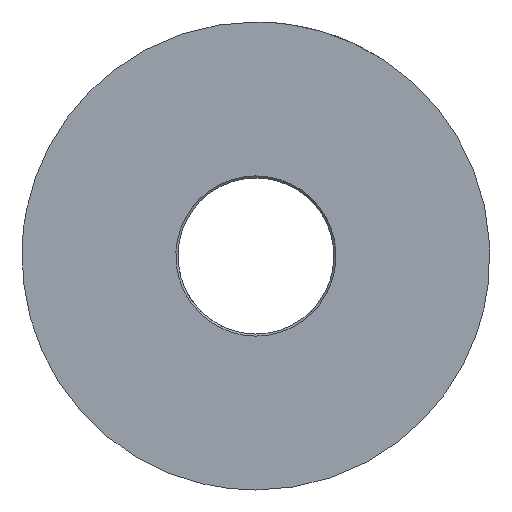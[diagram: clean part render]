
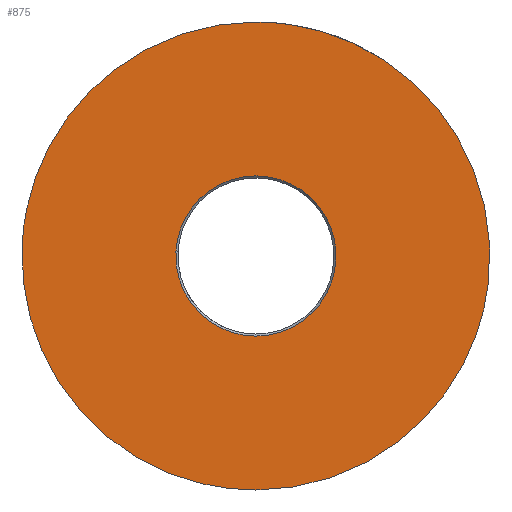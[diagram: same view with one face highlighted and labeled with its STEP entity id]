
A CAD part, front view. The second image highlights one B-rep face of the part: STEP entity #875.
In plain terms, the highlighted free-form (B-spline) face has degree [1, 1] with [2, 2] control points.
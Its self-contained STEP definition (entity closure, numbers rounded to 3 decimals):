
#70=CARTESIAN_POINT('',(-2.082,0.,-1.502));
#71=VERTEX_POINT('',#70);
#72=CARTESIAN_POINT('',(0.0,0.0,-2.567));
#73=VERTEX_POINT('',#72);
#74=CARTESIAN_POINT('',(-2.082,0.,-1.502));
#75=CARTESIAN_POINT('',(-1.313,0.0,-2.567));
#76=CARTESIAN_POINT('',(0.0,0.0,-2.567));
#84=(BOUNDED_CURVE()B_SPLINE_CURVE(2,(#74,#75,#76),.UNSPECIFIED.,.F.,.U.)B_SPLINE_CURVE_WITH_KNOTS((3,3),(0.851,1.0),.UNSPECIFIED.)CURVE()GEOMETRIC_REPRESENTATION_ITEM()RATIONAL_B_SPLINE_CURVE((0.859,0.825,1.0))REPRESENTATION_ITEM(''));
#85=EDGE_CURVE('',#71,#73,#84,.T.);
#87=CARTESIAN_POINT('',(0.0,0.0,2.567));
#88=VERTEX_POINT('',#87);
#89=CARTESIAN_POINT('',(0.0,0.0,-2.567));
#90=CARTESIAN_POINT('',(2.567,0.0,-2.567));
#91=CARTESIAN_POINT('',(2.567,0.0,0.));
#92=CARTESIAN_POINT('',(2.567,0.0,2.567));
#93=CARTESIAN_POINT('',(0.0,0.0,2.567));
#101=(BOUNDED_CURVE()B_SPLINE_CURVE(2,(#89,#90,#91,#92,#93),.UNSPECIFIED.,.F.,.U.)B_SPLINE_CURVE_WITH_KNOTS((3,2,3),(0.0,0.25,0.5),.UNSPECIFIED.)CURVE()GEOMETRIC_REPRESENTATION_ITEM()RATIONAL_B_SPLINE_CURVE((1.0,0.707,1.0,0.707,1.0))REPRESENTATION_ITEM(''));
#102=EDGE_CURVE('',#73,#88,#101,.T.);
#104=CARTESIAN_POINT('',(-2.562,0.,0.157));
#105=VERTEX_POINT('',#104);
#106=CARTESIAN_POINT('',(0.0,0.0,2.567));
#107=CARTESIAN_POINT('',(-2.415,0.0,2.567));
#108=CARTESIAN_POINT('',(-2.562,0.,0.157));
#116=(BOUNDED_CURVE()B_SPLINE_CURVE(2,(#106,#107,#108),.UNSPECIFIED.,.F.,.U.)B_SPLINE_CURVE_WITH_KNOTS((3,3),(0.5,0.739),.UNSPECIFIED.)CURVE()GEOMETRIC_REPRESENTATION_ITEM()RATIONAL_B_SPLINE_CURVE((1.0,0.72,0.976))REPRESENTATION_ITEM(''));
#117=EDGE_CURVE('',#88,#105,#116,.T.);
#210=CARTESIAN_POINT('',(-2.562,0.,0.157));
#211=CARTESIAN_POINT('',(-2.567,0.0,0.078));
#212=CARTESIAN_POINT('',(-2.567,0.0,0.));
#213=CARTESIAN_POINT('',(-2.567,0.0,-0.829));
#214=CARTESIAN_POINT('',(-2.082,0.,-1.502));
#222=(BOUNDED_CURVE()B_SPLINE_CURVE(2,(#210,#211,#212,#213,#214),.UNSPECIFIED.,.F.,.U.)B_SPLINE_CURVE_WITH_KNOTS((3,2,3),(0.739,0.75,0.851),.UNSPECIFIED.)CURVE()GEOMETRIC_REPRESENTATION_ITEM()RATIONAL_B_SPLINE_CURVE((0.976,0.988,1.0,0.882,0.859))REPRESENTATION_ITEM(''));
#223=EDGE_CURVE('',#105,#71,#222,.T.);
#753=CARTESIAN_POINT('',(7.448,0.,-0.885));
#754=VERTEX_POINT('',#753);
#755=CARTESIAN_POINT('',(0.0,0.,7.5));
#756=VERTEX_POINT('',#755);
#757=CARTESIAN_POINT('',(7.448,0.,-0.885));
#758=CARTESIAN_POINT('',(7.5,0.,-0.444));
#759=CARTESIAN_POINT('',(7.5,0.,0.));
#760=CARTESIAN_POINT('',(7.5,0.,7.5));
#761=CARTESIAN_POINT('',(0.0,0.,7.5));
#769=(BOUNDED_CURVE()B_SPLINE_CURVE(2,(#757,#758,#759,#760,#761),.UNSPECIFIED.,.F.,.U.)B_SPLINE_CURVE_WITH_KNOTS((3,2,3),(0.23,0.25,0.5),.UNSPECIFIED.)CURVE()GEOMETRIC_REPRESENTATION_ITEM()RATIONAL_B_SPLINE_CURVE((0.956,0.976,1.0,0.707,1.0))REPRESENTATION_ITEM(''));
#770=EDGE_CURVE('',#754,#756,#769,.T.);
#780=CARTESIAN_POINT('',(-7.486,0.,0.458));
#781=VERTEX_POINT('',#780);
#787=CARTESIAN_POINT('',(0.0,0.,7.5));
#788=CARTESIAN_POINT('',(-7.055,0.,7.5));
#789=CARTESIAN_POINT('',(-7.486,0.,0.458));
#797=(BOUNDED_CURVE()B_SPLINE_CURVE(2,(#787,#788,#789),.UNSPECIFIED.,.F.,.U.)B_SPLINE_CURVE_WITH_KNOTS((3,3),(0.5,0.739),.UNSPECIFIED.)CURVE()GEOMETRIC_REPRESENTATION_ITEM()RATIONAL_B_SPLINE_CURVE((1.0,0.72,0.976))REPRESENTATION_ITEM(''));
#798=EDGE_CURVE('',#756,#781,#797,.T.);
#821=CARTESIAN_POINT('',(0.0,0.,-7.5));
#822=VERTEX_POINT('',#821);
#823=CARTESIAN_POINT('',(0.0,0.,-7.5));
#824=CARTESIAN_POINT('',(6.661,0.,-7.5));
#825=CARTESIAN_POINT('',(7.448,0.,-0.885));
#833=(BOUNDED_CURVE()B_SPLINE_CURVE(2,(#823,#824,#825),.UNSPECIFIED.,.F.,.U.)B_SPLINE_CURVE_WITH_KNOTS((3,3),(0.0,0.23),.UNSPECIFIED.)CURVE()GEOMETRIC_REPRESENTATION_ITEM()RATIONAL_B_SPLINE_CURVE((1.0,0.731,0.956))REPRESENTATION_ITEM(''));
#834=EDGE_CURVE('',#822,#754,#833,.T.);
#836=CARTESIAN_POINT('',(-7.486,0.,0.458));
#837=CARTESIAN_POINT('',(-7.5,0.,0.229));
#838=CARTESIAN_POINT('',(-7.5,0.,0.));
#839=CARTESIAN_POINT('',(-7.5,0.,-7.5));
#840=CARTESIAN_POINT('',(0.0,0.,-7.5));
#848=(BOUNDED_CURVE()B_SPLINE_CURVE(2,(#836,#837,#838,#839,#840),.UNSPECIFIED.,.F.,.U.)B_SPLINE_CURVE_WITH_KNOTS((3,2,3),(0.739,0.75,1.0),.UNSPECIFIED.)CURVE()GEOMETRIC_REPRESENTATION_ITEM()RATIONAL_B_SPLINE_CURVE((0.976,0.988,1.0,0.707,1.0))REPRESENTATION_ITEM(''));
#849=EDGE_CURVE('',#781,#822,#848,.T.);
#858=CARTESIAN_POINT('',(-8.249,0.,8.249));
#859=CARTESIAN_POINT('',(-8.249,0.,-8.249));
#860=CARTESIAN_POINT('',(8.249,0.,8.249));
#861=CARTESIAN_POINT('',(8.249,0.,-8.249));
#862=B_SPLINE_SURFACE_WITH_KNOTS('',1,1,((#858,#860),(#859,#861)),.UNSPECIFIED.,.F.,.F.,.U.,(2,2),(2,2),(0.0,16.499),(0.0,16.498),.UNSPECIFIED.);
#863=ORIENTED_EDGE('',*,*,#834,.T.);
#864=ORIENTED_EDGE('',*,*,#770,.T.);
#865=ORIENTED_EDGE('',*,*,#798,.T.);
#866=ORIENTED_EDGE('',*,*,#849,.T.);
#867=EDGE_LOOP('',(#863,#864,#865,#866));
#868=FACE_OUTER_BOUND('',#867,.T.);
#869=ORIENTED_EDGE('',*,*,#102,.F.);
#870=ORIENTED_EDGE('',*,*,#85,.F.);
#871=ORIENTED_EDGE('',*,*,#223,.F.);
#872=ORIENTED_EDGE('',*,*,#117,.F.);
#873=EDGE_LOOP('',(#869,#870,#871,#872));
#874=FACE_BOUND('',#873,.T.);
#875=ADVANCED_FACE('',(#868,#874),#862,.T.);
